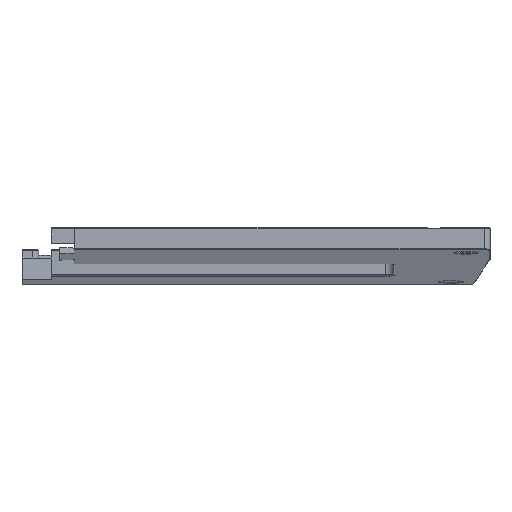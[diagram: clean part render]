
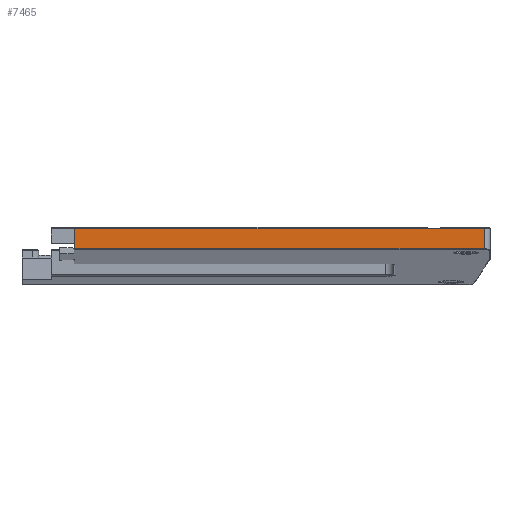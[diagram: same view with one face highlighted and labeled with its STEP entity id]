
A CAD part, top view. The second image highlights one B-rep face of the part: STEP entity #7465.
In plain terms, the highlighted planar face has unit normal (0, 0, 1).
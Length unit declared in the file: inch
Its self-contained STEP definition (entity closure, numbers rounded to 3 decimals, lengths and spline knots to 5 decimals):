
#1210=FACE_OUTER_BOUND('',#1638,.T.);
#1638=EDGE_LOOP('',(#6015,#6016,#6017,#6018,#6019,#6020,#6021,#6022,#6023,
#6024,#6025,#6026,#6027,#6028,#6029,#6030));
#2099=LINE('',#11493,#2782);
#2100=LINE('',#11496,#2783);
#2271=LINE('',#12396,#2954);
#2272=LINE('',#12399,#2955);
#2273=LINE('',#12401,#2956);
#2274=LINE('',#12403,#2957);
#2275=LINE('',#12405,#2958);
#2276=LINE('',#12407,#2959);
#2277=LINE('',#12409,#2960);
#2278=LINE('',#12411,#2961);
#2279=LINE('',#12413,#2962);
#2280=LINE('',#12415,#2963);
#2281=LINE('',#12417,#2964);
#2282=LINE('',#12419,#2965);
#2283=LINE('',#12421,#2966);
#2284=LINE('',#12422,#2967);
#2782=VECTOR('',#8933,0.3937);
#2783=VECTOR('',#8936,0.3937);
#2954=VECTOR('',#9429,0.3937);
#2955=VECTOR('',#9432,0.3937);
#2956=VECTOR('',#9433,0.3937);
#2957=VECTOR('',#9434,0.3937);
#2958=VECTOR('',#9435,0.3937);
#2959=VECTOR('',#9436,0.3937);
#2960=VECTOR('',#9437,0.3937);
#2961=VECTOR('',#9438,0.3937);
#2962=VECTOR('',#9439,0.3937);
#2963=VECTOR('',#9440,0.3937);
#2964=VECTOR('',#9441,0.3937);
#2965=VECTOR('',#9442,0.3937);
#2966=VECTOR('',#9443,0.3937);
#2967=VECTOR('',#9444,0.3937);
#3485=VERTEX_POINT('',#11483);
#3486=VERTEX_POINT('',#11491);
#3487=VERTEX_POINT('',#11495);
#3670=VERTEX_POINT('',#12394);
#3671=VERTEX_POINT('',#12398);
#3672=VERTEX_POINT('',#12400);
#3673=VERTEX_POINT('',#12402);
#3674=VERTEX_POINT('',#12404);
#3675=VERTEX_POINT('',#12406);
#3676=VERTEX_POINT('',#12408);
#3677=VERTEX_POINT('',#12410);
#3678=VERTEX_POINT('',#12412);
#3679=VERTEX_POINT('',#12414);
#3680=VERTEX_POINT('',#12416);
#3681=VERTEX_POINT('',#12418);
#3682=VERTEX_POINT('',#12420);
#4239=EDGE_CURVE('',#3485,#3486,#2099,.T.);
#4240=EDGE_CURVE('',#3487,#3486,#2100,.T.);
#4515=EDGE_CURVE('',#3670,#3485,#2271,.T.);
#4516=EDGE_CURVE('',#3671,#3670,#2272,.T.);
#4517=EDGE_CURVE('',#3672,#3671,#2273,.T.);
#4518=EDGE_CURVE('',#3672,#3673,#2274,.T.);
#4519=EDGE_CURVE('',#3674,#3673,#2275,.T.);
#4520=EDGE_CURVE('',#3675,#3674,#2276,.T.);
#4521=EDGE_CURVE('',#3676,#3675,#2277,.T.);
#4522=EDGE_CURVE('',#3676,#3677,#2278,.T.);
#4523=EDGE_CURVE('',#3678,#3677,#2279,.T.);
#4524=EDGE_CURVE('',#3679,#3678,#2280,.T.);
#4525=EDGE_CURVE('',#3680,#3679,#2281,.T.);
#4526=EDGE_CURVE('',#3680,#3681,#2282,.T.);
#4527=EDGE_CURVE('',#3682,#3681,#2283,.T.);
#4528=EDGE_CURVE('',#3487,#3682,#2284,.T.);
#6015=ORIENTED_EDGE('',*,*,#4240,.T.);
#6016=ORIENTED_EDGE('',*,*,#4239,.F.);
#6017=ORIENTED_EDGE('',*,*,#4515,.F.);
#6018=ORIENTED_EDGE('',*,*,#4516,.F.);
#6019=ORIENTED_EDGE('',*,*,#4517,.F.);
#6020=ORIENTED_EDGE('',*,*,#4518,.T.);
#6021=ORIENTED_EDGE('',*,*,#4519,.F.);
#6022=ORIENTED_EDGE('',*,*,#4520,.F.);
#6023=ORIENTED_EDGE('',*,*,#4521,.F.);
#6024=ORIENTED_EDGE('',*,*,#4522,.T.);
#6025=ORIENTED_EDGE('',*,*,#4523,.F.);
#6026=ORIENTED_EDGE('',*,*,#4524,.F.);
#6027=ORIENTED_EDGE('',*,*,#4525,.F.);
#6028=ORIENTED_EDGE('',*,*,#4526,.T.);
#6029=ORIENTED_EDGE('',*,*,#4527,.F.);
#6030=ORIENTED_EDGE('',*,*,#4528,.F.);
#7180=PLANE('',#8037);
#7465=ADVANCED_FACE('',(#1210),#7180,.T.);
#8037=AXIS2_PLACEMENT_3D('',#12397,#9430,#9431);
#8933=DIRECTION('',(-1.,0.,0.));
#8936=DIRECTION('',(0.,-1.,0.));
#9429=DIRECTION('',(0.,-1.,0.));
#9430=DIRECTION('center_axis',(0.,0.,1.));
#9431=DIRECTION('ref_axis',(-1.,0.,0.));
#9432=DIRECTION('',(1.,0.,0.));
#9433=DIRECTION('',(0.,1.,0.));
#9434=DIRECTION('',(-1.,0.,0.));
#9435=DIRECTION('',(0.,-1.,0.));
#9436=DIRECTION('',(1.,0.,0.));
#9437=DIRECTION('',(0.,1.,0.));
#9438=DIRECTION('',(-1.,0.,0.));
#9439=DIRECTION('',(0.,-1.,0.));
#9440=DIRECTION('',(1.,0.,0.));
#9441=DIRECTION('',(0.,1.,0.));
#9442=DIRECTION('',(-1.,0.,0.));
#9443=DIRECTION('',(0.,-1.,0.));
#9444=DIRECTION('',(1.,0.,0.));
#11483=CARTESIAN_POINT('',(5.56004,-0.33493,2.125));
#11491=CARTESIAN_POINT('',(0.,-0.33493,2.125));
#11493=CARTESIAN_POINT('',(5.63878,-0.33493,2.125));
#11495=CARTESIAN_POINT('',(0.,-0.05315,2.125));
#11496=CARTESIAN_POINT('',(0.,-0.57352,2.125));
#12394=CARTESIAN_POINT('',(5.56004,-0.05315,2.125));
#12396=CARTESIAN_POINT('',(5.56004,-0.33465,2.125));
#12397=CARTESIAN_POINT('Origin',(5.63878,-0.33465,2.125));
#12398=CARTESIAN_POINT('',(4.97622,-0.05315,2.125));
#12399=CARTESIAN_POINT('',(2.81939,-0.05315,2.125));
#12400=CARTESIAN_POINT('',(4.97622,-0.06299,2.125));
#12401=CARTESIAN_POINT('',(4.97622,-0.04331,2.125));
#12402=CARTESIAN_POINT('',(4.77378,-0.06299,2.125));
#12403=CARTESIAN_POINT('',(5.25689,-0.06299,2.125));
#12404=CARTESIAN_POINT('',(4.77378,-0.05315,2.125));
#12405=CARTESIAN_POINT('',(4.77378,-0.04331,2.125));
#12406=CARTESIAN_POINT('',(2.91372,-0.05315,2.125));
#12407=CARTESIAN_POINT('',(2.81939,-0.05315,2.125));
#12408=CARTESIAN_POINT('',(2.91372,-0.06299,2.125));
#12409=CARTESIAN_POINT('',(2.91372,-0.04331,2.125));
#12410=CARTESIAN_POINT('',(2.71128,-0.06299,2.125));
#12411=CARTESIAN_POINT('',(4.22564,-0.06299,2.125));
#12412=CARTESIAN_POINT('',(2.71128,-0.05315,2.125));
#12413=CARTESIAN_POINT('',(2.71128,-0.04331,2.125));
#12414=CARTESIAN_POINT('',(2.16372,-0.05315,2.125));
#12415=CARTESIAN_POINT('',(2.81939,-0.05315,2.125));
#12416=CARTESIAN_POINT('',(2.16372,-0.06299,2.125));
#12417=CARTESIAN_POINT('',(2.16372,-0.04331,2.125));
#12418=CARTESIAN_POINT('',(1.96128,-0.06299,2.125));
#12419=CARTESIAN_POINT('',(3.85064,-0.06299,2.125));
#12420=CARTESIAN_POINT('',(1.96128,-0.05315,2.125));
#12421=CARTESIAN_POINT('',(1.96128,-0.04331,2.125));
#12422=CARTESIAN_POINT('',(2.81939,-0.05315,2.125));
